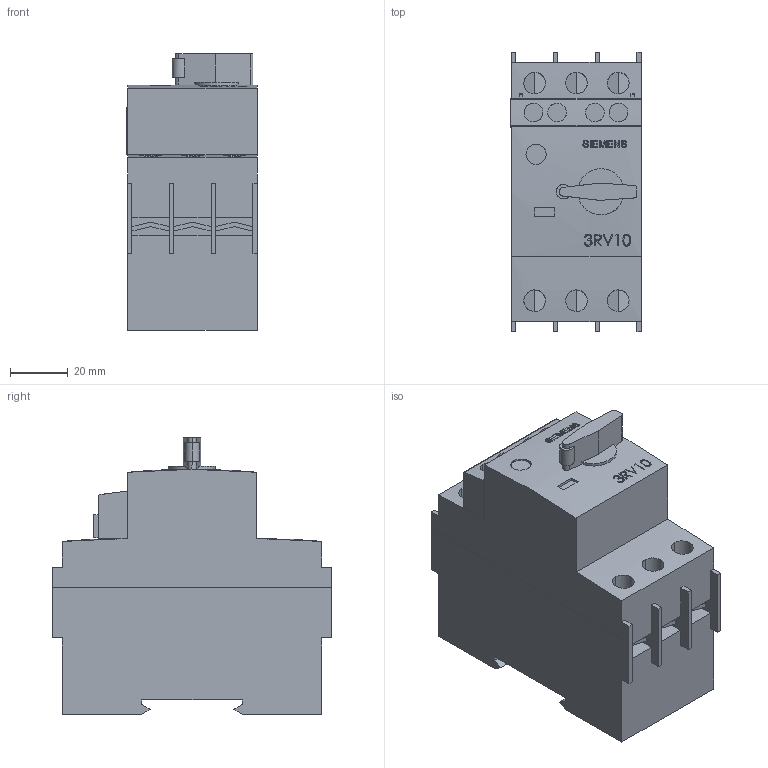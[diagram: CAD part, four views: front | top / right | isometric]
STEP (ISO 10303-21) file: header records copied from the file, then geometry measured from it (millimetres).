
FILE_DESCRIPTION (( 'STEP AP214' ), '1' );
FILE_NAME ('3RV1011-0AA15.STEP', '2013-09-20T06:55:45', ( '' ), ( '' ), 'SwSTEP 2.0', 'SolidWorks 2013', '' );
FILE_SCHEMA (( 'AUTOMOTIVE_DESIGN' ));
Length unit declared in the file: millimetre
Products named in the file (3): G_NSB0_XX_90686V; Leistungsschalter3RV1011-0AA10; 3RV1011-0AA15
Assembly tree (2 placements, depth 2):
  3RV1011-0AA15
    Leistungsschalter3RV1011-0AA10
    G_NSB0_XX_90686V
Bounding box: 45.3 x 97 x 96 mm (x, y, z)
Volume: 290510.7 mm3; surface area: 43069.9 mm2
Topology: 2 solids, 2 shells, 545 faces, 1495 edges, 997 vertices
Faces by surface type: plane 374, bspline 125, cylinder 46
Entity records: 34350 total; most frequent: CARTESIAN_POINT 15443, ORIENTED_EDGE 2990, DIRECTION 1996, EDGE_CURVE 1495, LINE 1102, VECTOR 1102, VERTEX_POINT 997, EDGE_LOOP 600
